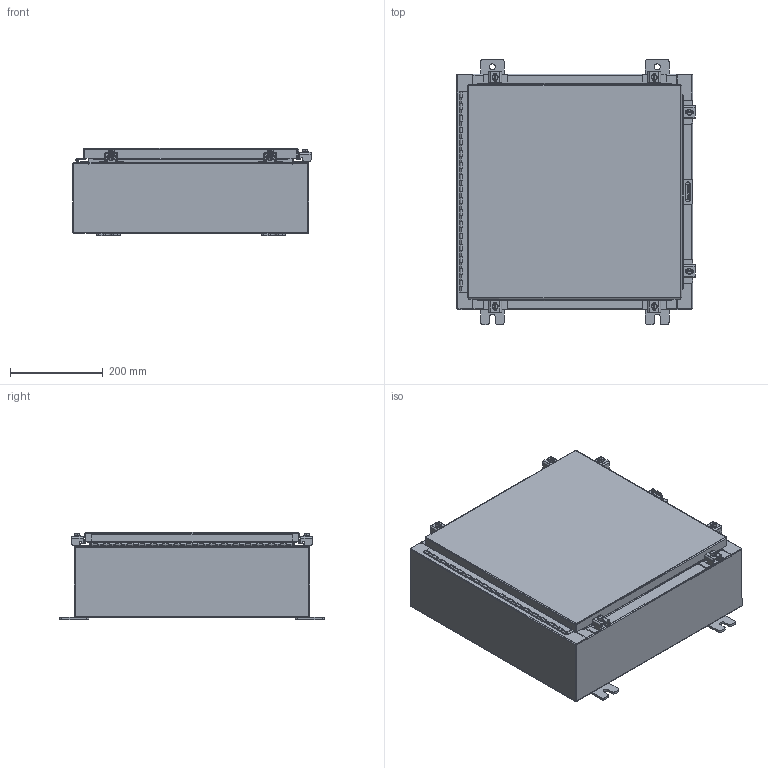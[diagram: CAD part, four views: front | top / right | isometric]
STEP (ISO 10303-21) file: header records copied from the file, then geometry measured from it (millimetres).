
FILE_DESCRIPTION (( 'STEP AP203' ), '1' );
FILE_NAME ('N20H2006SSWP.STEP', '2014-01-21T21:03:12', ( 'changeme' ), ( 'Microsoft' ), 'SwSTEP 2.0', 'SolidWorks 2013', '' );
FILE_SCHEMA (( 'CONFIG_CONTROL_DESIGN' ));
Length unit declared in the file: inch
Products named in the file (19): N20H2006SSWP Standard Clamps; N20H2006SSWP Mounting Feet; N20H2006SSWP Cover; N20H2006SSWP Padlock Hasp; N20H2006SSWP Body; N20H2006SSWP Padlock Staple; N20H2006SSWP Bottom; N20H2006SSWP Clamp Bracket; N20H2006SSWP Backpanel; N20H2006SSWP Top; N20H2006SSWP 22101002; N20H2006SSWP Mounting Studs; N20H2006SSWP; N20H2006SSWP 22104005_DEFAULT; N20H2006SSWP Hinge Enclosure Side2; N20H2006SSWP Clamp Top; N20H2006SSWP Hinge Cover Side; N20H2006SSWP Clamp Assembly; N20H2006SSWP 125 Pin Hinge
Assembly tree (30 placements, depth 4):
  N20H2006SSWP
    N20H2006SSWP Backpanel
    N20H2006SSWP Mounting Studs  x4
    N20H2006SSWP 125 Pin Hinge
      N20H2006SSWP Hinge Enclosure Side2
      N20H2006SSWP Hinge Cover Side
    N20H2006SSWP Mounting Feet  x4
    N20H2006SSWP Padlock Hasp
    N20H2006SSWP Padlock Staple
    N20H2006SSWP Standard Clamps  x6
      N20H2006SSWP Clamp Bracket
      N20H2006SSWP Clamp Assembly
        N20H2006SSWP 22101002  x2
        N20H2006SSWP 22104005_DEFAULT
        N20H2006SSWP Clamp Top
    N20H2006SSWP Cover
    N20H2006SSWP Body
    N20H2006SSWP Bottom
    N20H2006SSWP Top
Bounding box: 513.35 x 571.5 x 187.67 mm (x, y, z)
Volume: 2439262.5 mm3; surface area: 2412666.4 mm2
Topology: 47 solids, 47 shells, 1613 faces, 4037 edges, 2542 vertices
Faces by surface type: plane 860, cylinder 657, torus 44, cone 44, bspline 8
Entity records: 29429 total; most frequent: CARTESIAN_POINT 5125, DIRECTION 4772, ORIENTED_EDGE 4488, EDGE_CURVE 2244, AXIS2_PLACEMENT_3D 1649, LINE 1474, VECTOR 1474, VERTEX_POINT 1380
